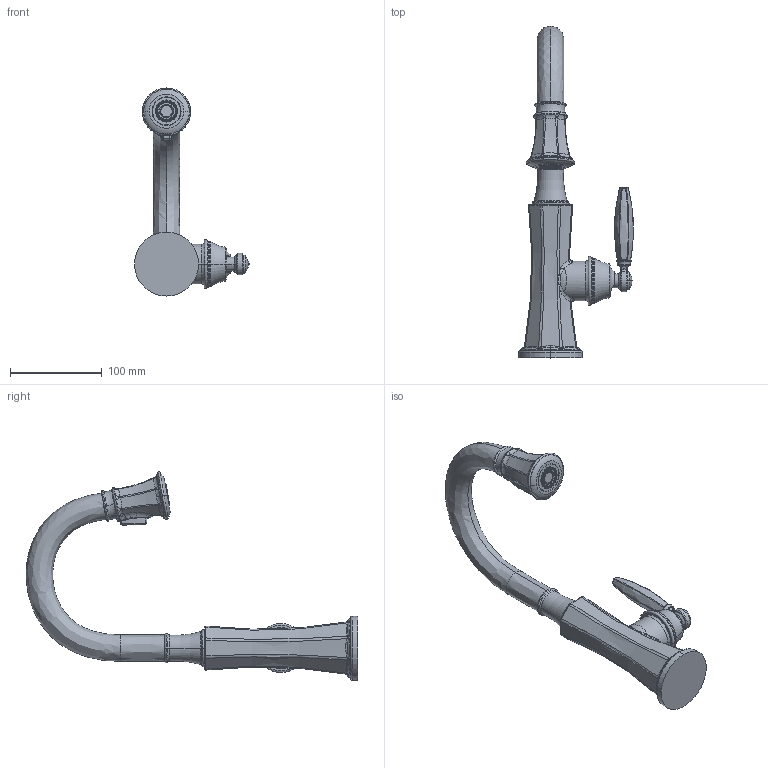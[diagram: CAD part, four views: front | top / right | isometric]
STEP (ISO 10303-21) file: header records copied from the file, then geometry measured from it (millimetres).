
FILE_DESCRIPTION((''),'2;1');
FILE_NAME('12038','2021-04-07T11:49:52',('jinson.thomas'),(''),'CREO PARAMETRIC BY PTC INC, 2018400','CREO PARAMETRIC BY PTC INC, 2018400','');
FILE_SCHEMA(('CONFIG_CONTROL_DESIGN'));
Length unit declared in the file: inch
Products named in the file (1): 12038
Bounding box: 124.98 x 360.93 x 226.44 mm (x, y, z)
Volume: 707926.8 mm3; surface area: 90167.1 mm2
Topology: 1 solids, 3 shells, 601 faces, 1319 edges, 765 vertices
Faces by surface type: bspline 258, torus 115, cone 82, plane 76, cylinder 44, sphere 26
Entity records: 31246 total; most frequent: CARTESIAN_POINT 19570, ORIENTED_EDGE 2602, DIRECTION 2193, EDGE_CURVE 1301, AXIS2_PLACEMENT_3D 1024, VERTEX_POINT 765, CIRCLE 681, EDGE_LOOP 660
